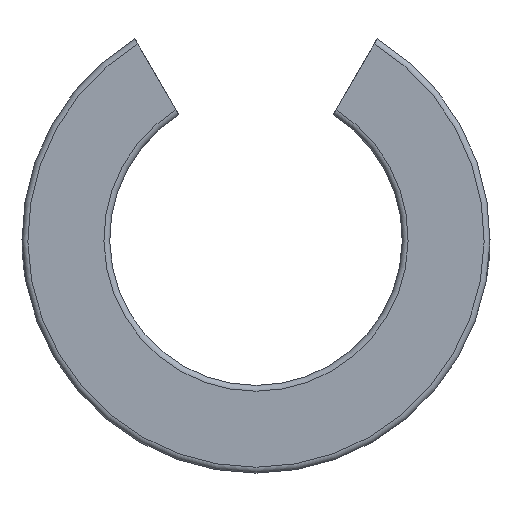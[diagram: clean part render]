
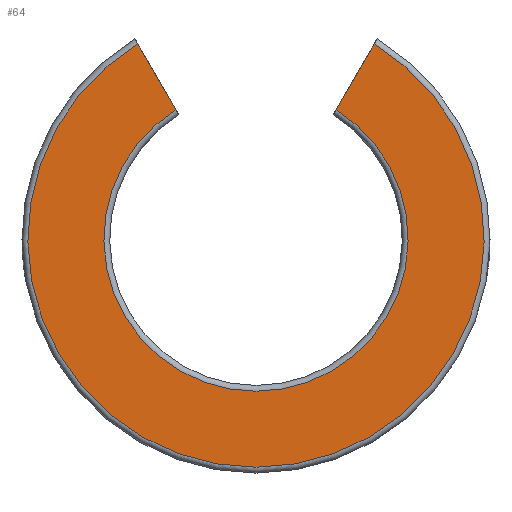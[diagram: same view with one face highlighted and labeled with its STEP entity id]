
A CAD part, left-side view. The second image highlights one B-rep face of the part: STEP entity #64.
In plain terms, the highlighted planar face has unit normal (-1, 0, 0).
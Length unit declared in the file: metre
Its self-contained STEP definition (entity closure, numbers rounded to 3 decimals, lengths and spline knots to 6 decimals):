
#64 = ADVANCED_FACE( '', ( #144 ), #145, .T. );
#144 = FACE_OUTER_BOUND( '', #241, .T. );
#145 = PLANE( '', #242 );
#241 = EDGE_LOOP( '', ( #399, #400, #401, #402 ) );
#242 = AXIS2_PLACEMENT_3D( '', #403, #404, #405 );
#399 = ORIENTED_EDGE( '', *, *, #639, .T. );
#400 = ORIENTED_EDGE( '', *, *, #587, .T. );
#401 = ORIENTED_EDGE( '', *, *, #640, .T. );
#402 = ORIENTED_EDGE( '', *, *, #630, .T. );
#403 = CARTESIAN_POINT( '', ( -0.029, 0., 0. ) );
#404 = DIRECTION( '', ( -1., 0., 0. ) );
#405 = DIRECTION( '', ( 0., -1., 0. ) );
#587 = EDGE_CURVE( '', #702, #700, #703, .T. );
#630 = EDGE_CURVE( '', #779, #777, #780, .T. );
#639 = EDGE_CURVE( '', #777, #702, #793, .F. );
#640 = EDGE_CURVE( '', #700, #779, #794, .T. );
#700 = VERTEX_POINT( '', #865 );
#702 = VERTEX_POINT( '', #872 );
#703 = LINE( '', #873, #874 );
#777 = VERTEX_POINT( '', #1094 );
#779 = VERTEX_POINT( '', #1101 );
#780 = LINE( '', #1102, #1103 );
#793 = CIRCLE( '', #1127, 0.013 );
#794 = CIRCLE( '', #1128, 0.0195 );
#865 = CARTESIAN_POINT( '', ( -0.029, 0.010101, 0.01668 ) );
#872 = CARTESIAN_POINT( '', ( -0.029, 0.00685, 0.011049 ) );
#873 = CARTESIAN_POINT( '', ( -0.029, 0.000353, -0.000204 ) );
#874 = VECTOR( '', #1281, 1. );
#1094 = CARTESIAN_POINT( '', ( -0.029, -0.00685, 0.011049 ) );
#1101 = CARTESIAN_POINT( '', ( -0.029, -0.010101, 0.01668 ) );
#1102 = CARTESIAN_POINT( '', ( -0.029, -0.000353, -0.000204 ) );
#1103 = VECTOR( '', #1323, 1. );
#1127 = AXIS2_PLACEMENT_3D( '', #1330, #1331, #1332 );
#1128 = AXIS2_PLACEMENT_3D( '', #1333, #1334, #1335 );
#1281 = DIRECTION( '', ( 0., 0.5, 0.866 ) );
#1323 = DIRECTION( '', ( 0., 0.5, -0.866 ) );
#1330 = CARTESIAN_POINT( '', ( -0.029, 0., 0. ) );
#1331 = DIRECTION( '', ( -1., 0., 0. ) );
#1332 = DIRECTION( '', ( 0., -1., 0. ) );
#1333 = CARTESIAN_POINT( '', ( -0.029, 0., 0. ) );
#1334 = DIRECTION( '', ( -1., 0., 0. ) );
#1335 = DIRECTION( '', ( 0., -1., 0. ) );
